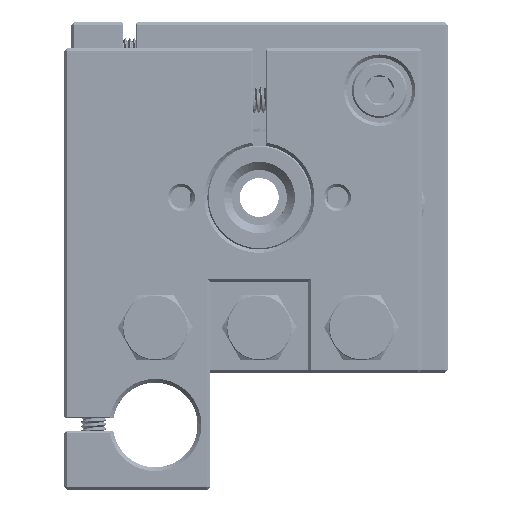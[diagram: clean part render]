
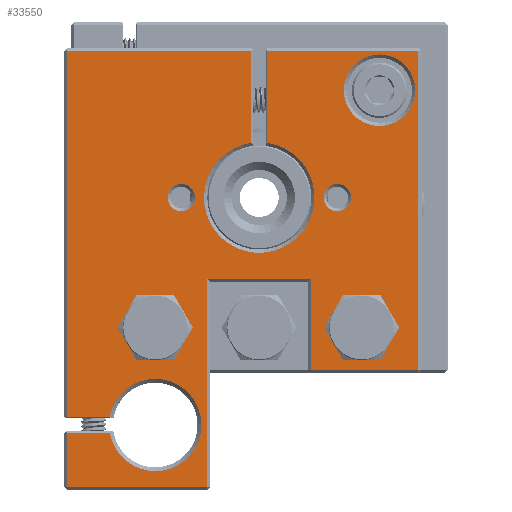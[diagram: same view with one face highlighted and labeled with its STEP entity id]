
A CAD part, left-side view. The second image highlights one B-rep face of the part: STEP entity #33550.
In plain terms, the highlighted planar face has unit normal (-1, 0, 0).
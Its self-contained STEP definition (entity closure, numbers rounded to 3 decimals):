
#488=FACE_BOUND('',#3173,.T.);
#489=FACE_BOUND('',#3174,.T.);
#490=FACE_BOUND('',#3175,.T.);
#491=FACE_BOUND('',#3176,.T.);
#492=FACE_BOUND('',#3177,.T.);
#594=PLANE('',#35743);
#1222=FACE_OUTER_BOUND('',#3172,.T.);
#3172=EDGE_LOOP('',(#21968,#21969,#21970,#21971,#21972,#21973,#21974,#21975,
#21976,#21977,#21978,#21979,#21980,#21981,#21982,#21983));
#3173=EDGE_LOOP('',(#21984));
#3174=EDGE_LOOP('',(#21985));
#3175=EDGE_LOOP('',(#21986));
#3176=EDGE_LOOP('',(#21987));
#3177=EDGE_LOOP('',(#21988));
#5053=CIRCLE('',#35741,5.5);
#5055=CIRCLE('',#35744,8.5);
#5056=CIRCLE('',#35745,7.1);
#5057=CIRCLE('',#35746,4.1);
#5058=CIRCLE('',#35747,2.1);
#5059=CIRCLE('',#35748,2.1);
#5060=CIRCLE('',#35749,4.1);
#8761=LINE('',#51449,#10566);
#8762=LINE('',#51451,#10567);
#8763=LINE('',#51453,#10568);
#8764=LINE('',#51455,#10569);
#8765=LINE('',#51459,#10570);
#8766=LINE('',#51461,#10571);
#8767=LINE('',#51463,#10572);
#8768=LINE('',#51465,#10573);
#8769=LINE('',#51467,#10574);
#8770=LINE('',#51469,#10575);
#8771=LINE('',#51471,#10576);
#8772=LINE('',#51473,#10577);
#8773=LINE('',#51475,#10578);
#8774=LINE('',#51476,#10579);
#10566=VECTOR('',#38483,10.);
#10567=VECTOR('',#38484,10.);
#10568=VECTOR('',#38485,10.);
#10569=VECTOR('',#38486,10.);
#10570=VECTOR('',#38489,10.);
#10571=VECTOR('',#38490,10.);
#10572=VECTOR('',#38491,10.);
#10573=VECTOR('',#38492,10.);
#10574=VECTOR('',#38493,10.);
#10575=VECTOR('',#38494,10.);
#10576=VECTOR('',#38495,10.);
#10577=VECTOR('',#38496,10.);
#10578=VECTOR('',#38497,10.);
#10579=VECTOR('',#38498,10.);
#12640=VERTEX_POINT('',#51439);
#12642=VERTEX_POINT('',#51445);
#12643=VERTEX_POINT('',#51446);
#12644=VERTEX_POINT('',#51448);
#12645=VERTEX_POINT('',#51450);
#12646=VERTEX_POINT('',#51452);
#12647=VERTEX_POINT('',#51454);
#12648=VERTEX_POINT('',#51456);
#12649=VERTEX_POINT('',#51458);
#12650=VERTEX_POINT('',#51460);
#12651=VERTEX_POINT('',#51462);
#12652=VERTEX_POINT('',#51464);
#12653=VERTEX_POINT('',#51466);
#12654=VERTEX_POINT('',#51468);
#12655=VERTEX_POINT('',#51470);
#12656=VERTEX_POINT('',#51472);
#12657=VERTEX_POINT('',#51474);
#12658=VERTEX_POINT('',#51477);
#12659=VERTEX_POINT('',#51479);
#12660=VERTEX_POINT('',#51481);
#12661=VERTEX_POINT('',#51483);
#16359=EDGE_CURVE('',#12640,#12640,#5053,.T.);
#16362=EDGE_CURVE('',#12642,#12643,#5055,.T.);
#16363=EDGE_CURVE('',#12644,#12642,#8761,.T.);
#16364=EDGE_CURVE('',#12645,#12644,#8762,.T.);
#16365=EDGE_CURVE('',#12646,#12645,#8763,.T.);
#16366=EDGE_CURVE('',#12647,#12646,#8764,.T.);
#16367=EDGE_CURVE('',#12648,#12647,#5056,.T.);
#16368=EDGE_CURVE('',#12649,#12648,#8765,.T.);
#16369=EDGE_CURVE('',#12650,#12649,#8766,.T.);
#16370=EDGE_CURVE('',#12651,#12650,#8767,.T.);
#16371=EDGE_CURVE('',#12652,#12651,#8768,.T.);
#16372=EDGE_CURVE('',#12653,#12652,#8769,.T.);
#16373=EDGE_CURVE('',#12654,#12653,#8770,.T.);
#16374=EDGE_CURVE('',#12655,#12654,#8771,.T.);
#16375=EDGE_CURVE('',#12656,#12655,#8772,.T.);
#16376=EDGE_CURVE('',#12657,#12656,#8773,.T.);
#16377=EDGE_CURVE('',#12643,#12657,#8774,.T.);
#16378=EDGE_CURVE('',#12658,#12658,#5057,.T.);
#16379=EDGE_CURVE('',#12659,#12659,#5058,.T.);
#16380=EDGE_CURVE('',#12660,#12660,#5059,.T.);
#16381=EDGE_CURVE('',#12661,#12661,#5060,.T.);
#21968=ORIENTED_EDGE('',*,*,#16362,.F.);
#21969=ORIENTED_EDGE('',*,*,#16363,.F.);
#21970=ORIENTED_EDGE('',*,*,#16364,.F.);
#21971=ORIENTED_EDGE('',*,*,#16365,.F.);
#21972=ORIENTED_EDGE('',*,*,#16366,.F.);
#21973=ORIENTED_EDGE('',*,*,#16367,.F.);
#21974=ORIENTED_EDGE('',*,*,#16368,.F.);
#21975=ORIENTED_EDGE('',*,*,#16369,.F.);
#21976=ORIENTED_EDGE('',*,*,#16370,.F.);
#21977=ORIENTED_EDGE('',*,*,#16371,.F.);
#21978=ORIENTED_EDGE('',*,*,#16372,.F.);
#21979=ORIENTED_EDGE('',*,*,#16373,.F.);
#21980=ORIENTED_EDGE('',*,*,#16374,.F.);
#21981=ORIENTED_EDGE('',*,*,#16375,.F.);
#21982=ORIENTED_EDGE('',*,*,#16376,.F.);
#21983=ORIENTED_EDGE('',*,*,#16377,.F.);
#21984=ORIENTED_EDGE('',*,*,#16378,.F.);
#21985=ORIENTED_EDGE('',*,*,#16379,.F.);
#21986=ORIENTED_EDGE('',*,*,#16380,.F.);
#21987=ORIENTED_EDGE('',*,*,#16381,.F.);
#21988=ORIENTED_EDGE('',*,*,#16359,.F.);
#33550=ADVANCED_FACE('',(#1222,#488,#489,#490,#491,#492),#594,.T.);
#35741=AXIS2_PLACEMENT_3D('',#51440,#38474,#38475);
#35743=AXIS2_PLACEMENT_3D('',#51444,#38479,#38480);
#35744=AXIS2_PLACEMENT_3D('',#51447,#38481,#38482);
#35745=AXIS2_PLACEMENT_3D('',#51457,#38487,#38488);
#35746=AXIS2_PLACEMENT_3D('',#51478,#38499,#38500);
#35747=AXIS2_PLACEMENT_3D('',#51480,#38501,#38502);
#35748=AXIS2_PLACEMENT_3D('',#51482,#38503,#38504);
#35749=AXIS2_PLACEMENT_3D('',#51484,#38505,#38506);
#38474=DIRECTION('center_axis',(-1.,0.,0.));
#38475=DIRECTION('ref_axis',(0.,0.,1.));
#38479=DIRECTION('center_axis',(-1.,0.,0.));
#38480=DIRECTION('ref_axis',(0.,1.,0.));
#38481=DIRECTION('center_axis',(-1.,0.,0.));
#38482=DIRECTION('ref_axis',(0.,0.,-1.));
#38483=DIRECTION('',(0.,0.,-1.));
#38484=DIRECTION('',(0.,-1.,0.));
#38485=DIRECTION('',(0.,0.,1.));
#38486=DIRECTION('',(0.,1.,0.));
#38487=DIRECTION('center_axis',(-1.,0.,0.));
#38488=DIRECTION('ref_axis',(0.,0.,-1.));
#38489=DIRECTION('',(0.,-1.,0.));
#38490=DIRECTION('',(0.,0.,1.));
#38491=DIRECTION('',(0.,1.,0.));
#38492=DIRECTION('',(0.,0.,-1.));
#38493=DIRECTION('',(0.,1.,0.));
#38494=DIRECTION('',(0.,0.,1.));
#38495=DIRECTION('',(0.,1.,0.));
#38496=DIRECTION('',(0.,0.,-1.));
#38497=DIRECTION('',(0.,-1.,0.));
#38498=DIRECTION('',(0.,0.,1.));
#38499=DIRECTION('center_axis',(-1.,0.,0.));
#38500=DIRECTION('ref_axis',(0.,0.,1.));
#38501=DIRECTION('center_axis',(-1.,0.,0.));
#38502=DIRECTION('ref_axis',(0.,0.,1.));
#38503=DIRECTION('center_axis',(-1.,0.,0.));
#38504=DIRECTION('ref_axis',(0.,0.,1.));
#38505=DIRECTION('center_axis',(-1.,0.,0.));
#38506=DIRECTION('ref_axis',(0.,0.,1.));
#51439=CARTESIAN_POINT('',(0.,6.5,-12.));
#51440=CARTESIAN_POINT('Origin',(0.,6.5,-6.5));
#51444=CARTESIAN_POINT('Origin',(0.,0.,0.));
#51445=CARTESIAN_POINT('',(0.,26.25,-14.592));
#51446=CARTESIAN_POINT('',(0.,23.75,-14.592));
#51447=CARTESIAN_POINT('Origin',(0.,25.,-23.));
#51448=CARTESIAN_POINT('',(0.,26.25,-0.5));
#51449=CARTESIAN_POINT('',(0.,26.25,0.));
#51450=CARTESIAN_POINT('',(0.,54.5,-0.5));
#51451=CARTESIAN_POINT('',(0.,13.75,-0.5));
#51452=CARTESIAN_POINT('',(0.,54.5,-56.75));
#51453=CARTESIAN_POINT('',(0.,54.5,0.));
#51454=CARTESIAN_POINT('',(0.,47.989,-56.75));
#51455=CARTESIAN_POINT('',(0.,27.5,-56.75));
#51456=CARTESIAN_POINT('',(0.,47.989,-59.25));
#51457=CARTESIAN_POINT('Origin',(0.,41.,-58.));
#51458=CARTESIAN_POINT('',(0.,54.5,-59.25));
#51459=CARTESIAN_POINT('',(0.,27.5,-59.25));
#51460=CARTESIAN_POINT('',(0.,54.5,-67.5));
#51461=CARTESIAN_POINT('',(0.,54.5,0.));
#51462=CARTESIAN_POINT('',(0.,33.,-67.5));
#51463=CARTESIAN_POINT('',(0.,13.75,-67.5));
#51464=CARTESIAN_POINT('',(0.,33.,-35.5));
#51465=CARTESIAN_POINT('',(0.,33.,-18.));
#51466=CARTESIAN_POINT('',(0.,17.,-35.5));
#51467=CARTESIAN_POINT('',(0.,8.75,-35.5));
#51468=CARTESIAN_POINT('',(0.,17.,-49.5));
#51469=CARTESIAN_POINT('',(0.,17.,-25.));
#51470=CARTESIAN_POINT('',(0.,0.5,-49.5));
#51471=CARTESIAN_POINT('',(0.,0.,-49.5));
#51472=CARTESIAN_POINT('',(0.,0.5,-0.5));
#51473=CARTESIAN_POINT('',(0.,0.5,0.));
#51474=CARTESIAN_POINT('',(0.,23.75,-0.5));
#51475=CARTESIAN_POINT('',(0.,13.75,-0.5));
#51476=CARTESIAN_POINT('',(0.,23.75,0.));
#51477=CARTESIAN_POINT('',(0.,41.,-47.1));
#51478=CARTESIAN_POINT('Origin',(0.,41.,-43.));
#51479=CARTESIAN_POINT('',(0.,37.,-25.1));
#51480=CARTESIAN_POINT('Origin',(0.,37.,-23.));
#51481=CARTESIAN_POINT('',(0.,13.,-25.1));
#51482=CARTESIAN_POINT('Origin',(0.,13.,-23.));
#51483=CARTESIAN_POINT('',(0.,9.25,-47.1));
#51484=CARTESIAN_POINT('Origin',(0.,9.25,-43.));
